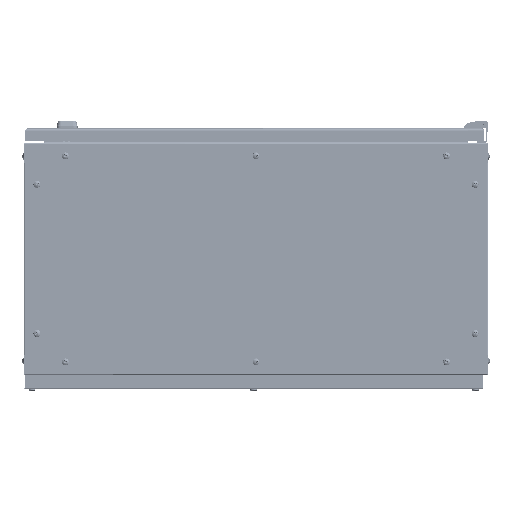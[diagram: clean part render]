
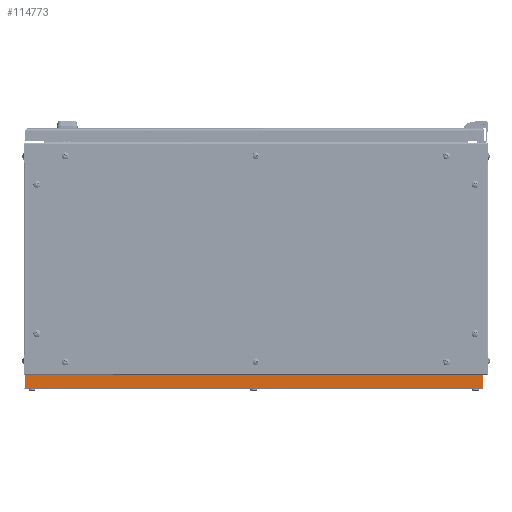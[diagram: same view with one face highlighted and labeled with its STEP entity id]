
A CAD part, front view. The second image highlights one B-rep face of the part: STEP entity #114773.
In plain terms, the highlighted planar face has unit normal (0, -1, 0).
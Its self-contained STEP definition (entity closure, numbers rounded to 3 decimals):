
#436 = EDGE_LOOP ( 'NONE', ( #102218, #151460, #66269, #27198 ) ) ;
#2163 = CARTESIAN_POINT ( 'NONE',  ( 1.141, 0., 23. ) ) ;
#2356 = CARTESIAN_POINT ( 'NONE',  ( 0., 0., 1. ) ) ;
#10751 = LINE ( 'NONE', #92753, #23592 ) ;
#18860 = EDGE_CURVE ( 'NONE', #45946, #85492, #10751, .T. ) ;
#23592 = VECTOR ( 'NONE', #139922, 1000. ) ;
#27198 = ORIENTED_EDGE ( 'NONE', *, *, #68488, .F. ) ;
#40095 = EDGE_CURVE ( 'NONE', #127085, #45946, #138191, .T. ) ;
#41405 = EDGE_CURVE ( 'NONE', #127085, #116177, #98236, .T. ) ;
#44294 = AXIS2_PLACEMENT_3D ( 'NONE', #70824, #130361, #120272 ) ;
#45946 = VERTEX_POINT ( 'NONE', #66283 ) ;
#64212 = DIRECTION ( 'NONE',  ( -1., 0., 0. ) ) ;
#66269 = ORIENTED_EDGE ( 'NONE', *, *, #18860, .T. ) ;
#66283 = CARTESIAN_POINT ( 'NONE',  ( 790.859, 0., 23. ) ) ;
#68488 = EDGE_CURVE ( 'NONE', #116177, #85492, #75602, .T. ) ;
#70824 = CARTESIAN_POINT ( 'NONE',  ( 0., 0., 0. ) ) ;
#75602 = LINE ( 'NONE', #113438, #130841 ) ;
#85492 = VERTEX_POINT ( 'NONE', #2163 ) ;
#90265 = DIRECTION ( 'NONE',  ( 0., 0., 1. ) ) ;
#92753 = CARTESIAN_POINT ( 'NONE',  ( 0., 0., 23. ) ) ;
#96285 = FACE_OUTER_BOUND ( 'NONE', #436, .T. ) ;
#98236 = LINE ( 'NONE', #2356, #106246 ) ;
#102218 = ORIENTED_EDGE ( 'NONE', *, *, #41405, .F. ) ;
#106246 = VECTOR ( 'NONE', #64212, 1000. ) ;
#113438 = CARTESIAN_POINT ( 'NONE',  ( 1.141, 0., 1. ) ) ;
#114773 = ADVANCED_FACE ( 'NONE', ( #96285 ), #131886, .F. ) ;
#116177 = VERTEX_POINT ( 'NONE', #121998 ) ;
#120272 = DIRECTION ( 'NONE',  ( 0., 0., 1. ) ) ;
#121998 = CARTESIAN_POINT ( 'NONE',  ( 1.141, 0., 1. ) ) ;
#125049 = DIRECTION ( 'NONE',  ( 0., 0., 1. ) ) ;
#126006 = VECTOR ( 'NONE', #90265, 1000. ) ;
#127085 = VERTEX_POINT ( 'NONE', #136419 ) ;
#130361 = DIRECTION ( 'NONE',  ( 0., 1., 0. ) ) ;
#130841 = VECTOR ( 'NONE', #125049, 1000. ) ;
#131886 = PLANE ( 'NONE',  #44294 ) ;
#136419 = CARTESIAN_POINT ( 'NONE',  ( 790.859, 0., 1. ) ) ;
#138191 = LINE ( 'NONE', #150571, #126006 ) ;
#139922 = DIRECTION ( 'NONE',  ( -1., 0., 0. ) ) ;
#150571 = CARTESIAN_POINT ( 'NONE',  ( 790.859, 0., 1. ) ) ;
#151460 = ORIENTED_EDGE ( 'NONE', *, *, #40095, .T. ) ;
